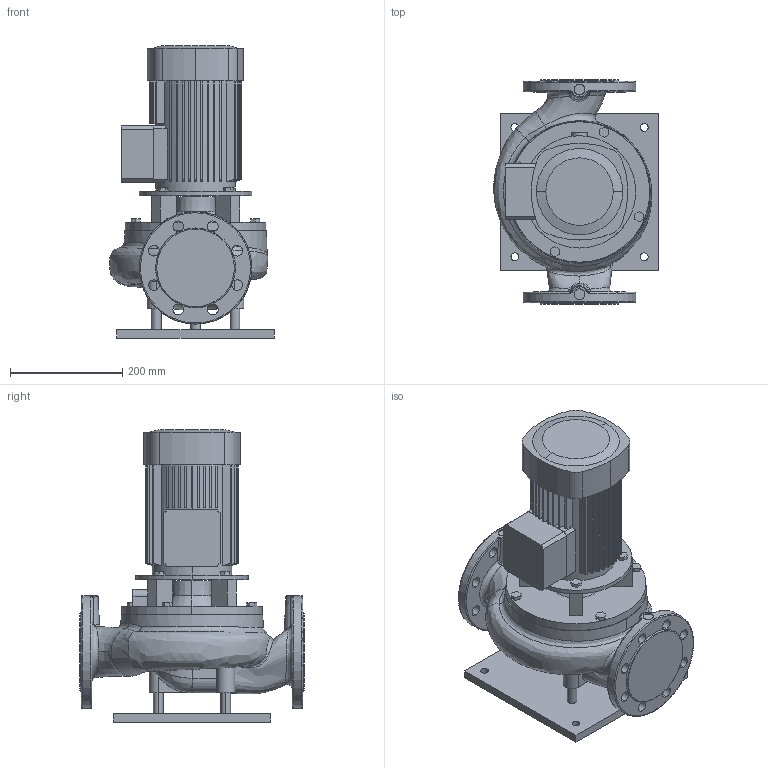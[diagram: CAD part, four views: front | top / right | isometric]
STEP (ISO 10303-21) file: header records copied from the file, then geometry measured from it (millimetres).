
FILE_DESCRIPTION (( 'STEP AP203' ), '1' );
FILE_NAME ('VariA 80-8.5.STEP', '2014-07-09T06:40:34', ( '' ), ( '' ), 'SwSTEP 2.0', 'SolidWorks 2011', '' );
FILE_SCHEMA (( 'CONFIG_CONTROL_DESIGN' ));
Length unit declared in the file: millimetre
Products named in the file (1): VariA 80-8.5
Bounding box: 292.58 x 400 x 520 mm (x, y, z)
Volume: 16368946.1 mm3; surface area: 1105845.9 mm2
Topology: 5 solids, 5 shells, 512 faces, 1438 edges, 937 vertices
Faces by surface type: plane 229, cylinder 155, bspline 73, cone 55
Entity records: 41397 total; most frequent: CARTESIAN_POINT 28645, ORIENTED_EDGE 2834, DIRECTION 2438, EDGE_CURVE 1417, VERTEX_POINT 937, AXIS2_PLACEMENT_3D 891, VECTOR 656, LINE 656
